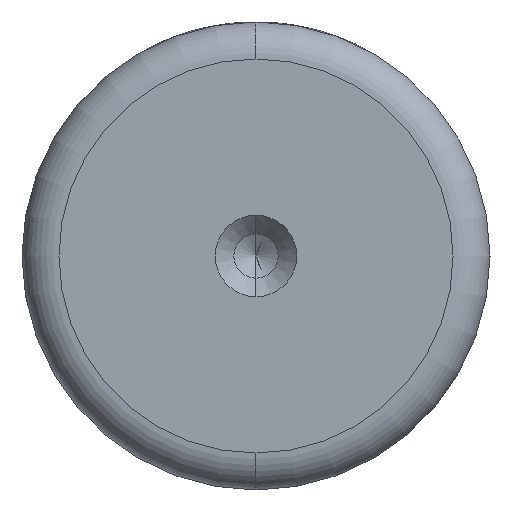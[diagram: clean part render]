
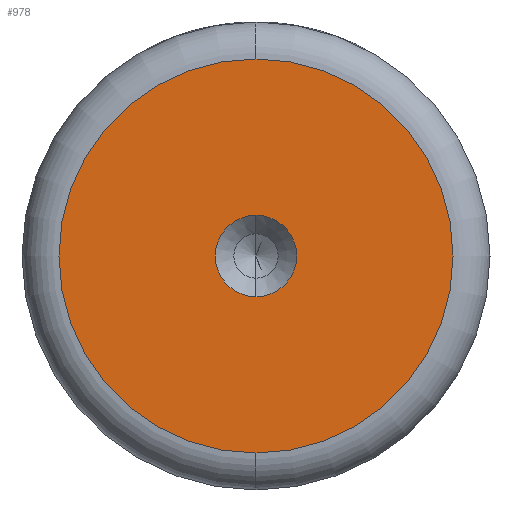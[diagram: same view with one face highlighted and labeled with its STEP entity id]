
A CAD part, left-side view. The second image highlights one B-rep face of the part: STEP entity #978.
In plain terms, the highlighted planar face has unit normal (-1, 0, 0).
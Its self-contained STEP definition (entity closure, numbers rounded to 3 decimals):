
#6 = CIRCLE ( 'NONE', #867, 3.3 ) ;
#35 = CARTESIAN_POINT ( 'NONE',  ( 0., 0., 0. ) ) ;
#39 = CIRCLE ( 'NONE', #964, 3.3 ) ;
#159 = DIRECTION ( 'NONE',  ( 0., 0., 1. ) ) ;
#202 = EDGE_CURVE ( 'NONE', #869, #554, #39, .T. ) ;
#206 = DIRECTION ( 'NONE',  ( -1., 0., 0. ) ) ;
#218 = FACE_OUTER_BOUND ( 'NONE', #327, .T. ) ;
#243 = PLANE ( 'NONE',  #892 ) ;
#268 = VERTEX_POINT ( 'NONE', #1036 ) ;
#289 = VERTEX_POINT ( 'NONE', #293 ) ;
#293 = CARTESIAN_POINT ( 'NONE',  ( 0., 0., -16. ) ) ;
#306 = DIRECTION ( 'NONE',  ( -1., 0., 0. ) ) ;
#307 = EDGE_CURVE ( 'NONE', #268, #289, #754, .T. ) ;
#327 = EDGE_LOOP ( 'NONE', ( #1276, #457 ) ) ;
#340 = EDGE_LOOP ( 'NONE', ( #1242, #586 ) ) ;
#361 = DIRECTION ( 'NONE',  ( 0., 0., 1. ) ) ;
#400 = AXIS2_PLACEMENT_3D ( 'NONE', #1307, #666, #1418 ) ;
#443 = CARTESIAN_POINT ( 'NONE',  ( 0., 0., 3.3 ) ) ;
#445 = AXIS2_PLACEMENT_3D ( 'NONE', #941, #306, #1053 ) ;
#457 = ORIENTED_EDGE ( 'NONE', *, *, #943, .T. ) ;
#516 = EDGE_CURVE ( 'NONE', #554, #869, #6, .T. ) ;
#554 = VERTEX_POINT ( 'NONE', #637 ) ;
#581 = DIRECTION ( 'NONE',  ( -1., 0., 0. ) ) ;
#586 = ORIENTED_EDGE ( 'NONE', *, *, #516, .F. ) ;
#637 = CARTESIAN_POINT ( 'NONE',  ( 0., 0., -3.3 ) ) ;
#666 = DIRECTION ( 'NONE',  ( -1., 0., 0. ) ) ;
#754 = CIRCLE ( 'NONE', #445, 16. ) ;
#780 = CARTESIAN_POINT ( 'NONE',  ( 0., 0., 0. ) ) ;
#814 = DIRECTION ( 'NONE',  ( -1., 0., 0. ) ) ;
#826 = FACE_BOUND ( 'NONE', #340, .T. ) ;
#867 = AXIS2_PLACEMENT_3D ( 'NONE', #1225, #581, #1333 ) ;
#869 = VERTEX_POINT ( 'NONE', #443 ) ;
#892 = AXIS2_PLACEMENT_3D ( 'NONE', #780, #206, #361 ) ;
#941 = CARTESIAN_POINT ( 'NONE',  ( 0., 0., 0. ) ) ;
#943 = EDGE_CURVE ( 'NONE', #289, #268, #1402, .T. ) ;
#964 = AXIS2_PLACEMENT_3D ( 'NONE', #35, #814, #159 ) ;
#978 = ADVANCED_FACE ( 'NONE', ( #826, #218 ), #243, .T. ) ;
#1036 = CARTESIAN_POINT ( 'NONE',  ( 0., 0., 16. ) ) ;
#1053 = DIRECTION ( 'NONE',  ( 0., 0., 1. ) ) ;
#1225 = CARTESIAN_POINT ( 'NONE',  ( 0., 0., 0. ) ) ;
#1242 = ORIENTED_EDGE ( 'NONE', *, *, #202, .F. ) ;
#1276 = ORIENTED_EDGE ( 'NONE', *, *, #307, .T. ) ;
#1307 = CARTESIAN_POINT ( 'NONE',  ( 0., 0., 0. ) ) ;
#1333 = DIRECTION ( 'NONE',  ( 0., 0., 1. ) ) ;
#1402 = CIRCLE ( 'NONE', #400, 16. ) ;
#1418 = DIRECTION ( 'NONE',  ( 0., 0., 1. ) ) ;
